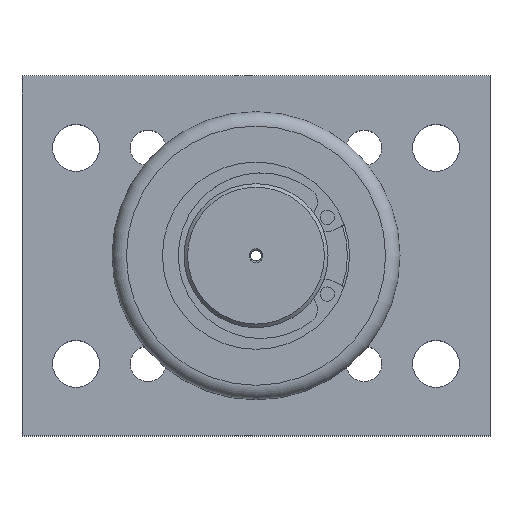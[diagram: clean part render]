
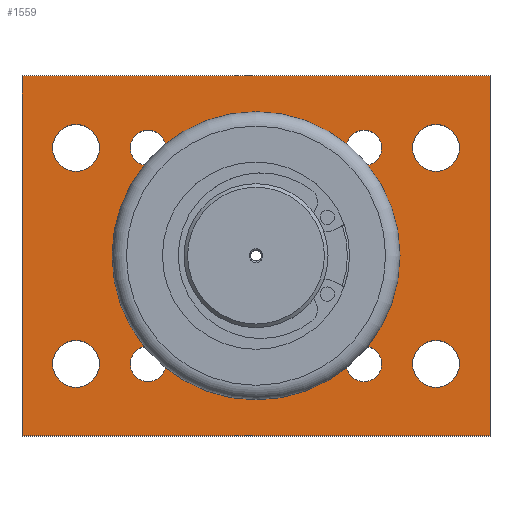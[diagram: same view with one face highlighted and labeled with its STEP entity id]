
A CAD part, top view. The second image highlights one B-rep face of the part: STEP entity #1559.
In plain terms, the highlighted planar face has unit normal (0, 0, 1).
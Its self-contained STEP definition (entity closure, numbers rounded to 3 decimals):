
#91=LINE('',#2622,#181);
#94=LINE('',#2628,#184);
#97=LINE('',#2634,#187);
#100=LINE('',#2638,#190);
#181=VECTOR('',#2094,10.);
#184=VECTOR('',#2099,10.);
#187=VECTOR('',#2104,10.);
#190=VECTOR('',#2109,10.);
#252=FACE_BOUND('',#404,.T.);
#253=FACE_BOUND('',#405,.T.);
#254=FACE_BOUND('',#406,.T.);
#255=FACE_BOUND('',#407,.T.);
#256=FACE_BOUND('',#408,.T.);
#257=FACE_BOUND('',#409,.T.);
#258=FACE_BOUND('',#410,.T.);
#259=FACE_BOUND('',#411,.T.);
#260=FACE_BOUND('',#412,.T.);
#313=FACE_OUTER_BOUND('',#403,.T.);
#403=EDGE_LOOP('',(#1191,#1192,#1193,#1194));
#404=EDGE_LOOP('',(#1195));
#405=EDGE_LOOP('',(#1196,#1197));
#406=EDGE_LOOP('',(#1198,#1199));
#407=EDGE_LOOP('',(#1200,#1201));
#408=EDGE_LOOP('',(#1202,#1203));
#409=EDGE_LOOP('',(#1204,#1205));
#410=EDGE_LOOP('',(#1206,#1207));
#411=EDGE_LOOP('',(#1208,#1209));
#412=EDGE_LOOP('',(#1210,#1211));
#514=CIRCLE('',#1670,12.3);
#536=CIRCLE('',#1702,3.25);
#537=CIRCLE('',#1703,3.25);
#539=CIRCLE('',#1706,3.25);
#540=CIRCLE('',#1707,3.25);
#542=CIRCLE('',#1710,3.25);
#543=CIRCLE('',#1711,3.25);
#545=CIRCLE('',#1714,3.25);
#546=CIRCLE('',#1715,3.25);
#548=CIRCLE('',#1718,2.459);
#549=CIRCLE('',#1719,2.459);
#551=CIRCLE('',#1722,2.459);
#552=CIRCLE('',#1723,2.459);
#554=CIRCLE('',#1726,2.459);
#555=CIRCLE('',#1727,2.459);
#557=CIRCLE('',#1730,2.459);
#558=CIRCLE('',#1731,2.459);
#661=VERTEX_POINT('',#2490);
#683=VERTEX_POINT('',#2552);
#684=VERTEX_POINT('',#2553);
#686=VERTEX_POINT('',#2560);
#687=VERTEX_POINT('',#2561);
#689=VERTEX_POINT('',#2568);
#690=VERTEX_POINT('',#2569);
#692=VERTEX_POINT('',#2576);
#693=VERTEX_POINT('',#2577);
#695=VERTEX_POINT('',#2584);
#696=VERTEX_POINT('',#2585);
#698=VERTEX_POINT('',#2592);
#699=VERTEX_POINT('',#2593);
#701=VERTEX_POINT('',#2600);
#702=VERTEX_POINT('',#2601);
#704=VERTEX_POINT('',#2608);
#705=VERTEX_POINT('',#2609);
#709=VERTEX_POINT('',#2619);
#710=VERTEX_POINT('',#2621);
#712=VERTEX_POINT('',#2627);
#714=VERTEX_POINT('',#2633);
#831=EDGE_CURVE('',#661,#661,#514,.T.);
#860=EDGE_CURVE('',#683,#684,#536,.T.);
#861=EDGE_CURVE('',#684,#683,#537,.T.);
#864=EDGE_CURVE('',#686,#687,#539,.T.);
#865=EDGE_CURVE('',#687,#686,#540,.T.);
#868=EDGE_CURVE('',#689,#690,#542,.T.);
#869=EDGE_CURVE('',#690,#689,#543,.T.);
#872=EDGE_CURVE('',#692,#693,#545,.T.);
#873=EDGE_CURVE('',#693,#692,#546,.T.);
#876=EDGE_CURVE('',#695,#696,#548,.T.);
#877=EDGE_CURVE('',#696,#695,#549,.T.);
#880=EDGE_CURVE('',#698,#699,#551,.T.);
#881=EDGE_CURVE('',#699,#698,#552,.T.);
#884=EDGE_CURVE('',#701,#702,#554,.T.);
#885=EDGE_CURVE('',#702,#701,#555,.T.);
#888=EDGE_CURVE('',#704,#705,#557,.T.);
#889=EDGE_CURVE('',#705,#704,#558,.T.);
#894=EDGE_CURVE('',#710,#709,#91,.T.);
#897=EDGE_CURVE('',#712,#710,#94,.T.);
#900=EDGE_CURVE('',#714,#712,#97,.T.);
#903=EDGE_CURVE('',#709,#714,#100,.T.);
#1191=ORIENTED_EDGE('',*,*,#903,.T.);
#1192=ORIENTED_EDGE('',*,*,#900,.T.);
#1193=ORIENTED_EDGE('',*,*,#897,.T.);
#1194=ORIENTED_EDGE('',*,*,#894,.T.);
#1195=ORIENTED_EDGE('',*,*,#831,.T.);
#1196=ORIENTED_EDGE('',*,*,#860,.T.);
#1197=ORIENTED_EDGE('',*,*,#861,.T.);
#1198=ORIENTED_EDGE('',*,*,#864,.T.);
#1199=ORIENTED_EDGE('',*,*,#865,.T.);
#1200=ORIENTED_EDGE('',*,*,#868,.T.);
#1201=ORIENTED_EDGE('',*,*,#869,.T.);
#1202=ORIENTED_EDGE('',*,*,#872,.T.);
#1203=ORIENTED_EDGE('',*,*,#873,.T.);
#1204=ORIENTED_EDGE('',*,*,#876,.T.);
#1205=ORIENTED_EDGE('',*,*,#877,.T.);
#1206=ORIENTED_EDGE('',*,*,#880,.T.);
#1207=ORIENTED_EDGE('',*,*,#881,.T.);
#1208=ORIENTED_EDGE('',*,*,#884,.T.);
#1209=ORIENTED_EDGE('',*,*,#885,.T.);
#1210=ORIENTED_EDGE('',*,*,#888,.T.);
#1211=ORIENTED_EDGE('',*,*,#889,.T.);
#1504=PLANE('',#1737);
#1559=ADVANCED_FACE('',(#313,#252,#253,#254,#255,#256,#257,#258,#259,#260),
#1504,.T.);
#1670=AXIS2_PLACEMENT_3D('',#2492,#1949,#1950);
#1702=AXIS2_PLACEMENT_3D('',#2554,#2020,#2021);
#1703=AXIS2_PLACEMENT_3D('',#2555,#2022,#2023);
#1706=AXIS2_PLACEMENT_3D('',#2562,#2029,#2030);
#1707=AXIS2_PLACEMENT_3D('',#2563,#2031,#2032);
#1710=AXIS2_PLACEMENT_3D('',#2570,#2038,#2039);
#1711=AXIS2_PLACEMENT_3D('',#2571,#2040,#2041);
#1714=AXIS2_PLACEMENT_3D('',#2578,#2047,#2048);
#1715=AXIS2_PLACEMENT_3D('',#2579,#2049,#2050);
#1718=AXIS2_PLACEMENT_3D('',#2586,#2056,#2057);
#1719=AXIS2_PLACEMENT_3D('',#2587,#2058,#2059);
#1722=AXIS2_PLACEMENT_3D('',#2594,#2065,#2066);
#1723=AXIS2_PLACEMENT_3D('',#2595,#2067,#2068);
#1726=AXIS2_PLACEMENT_3D('',#2602,#2074,#2075);
#1727=AXIS2_PLACEMENT_3D('',#2603,#2076,#2077);
#1730=AXIS2_PLACEMENT_3D('',#2610,#2083,#2084);
#1731=AXIS2_PLACEMENT_3D('',#2611,#2085,#2086);
#1737=AXIS2_PLACEMENT_3D('',#2639,#2110,#2111);
#1949=DIRECTION('center_axis',(0.,0.,-1.));
#1950=DIRECTION('ref_axis',(0.,-1.,0.));
#2020=DIRECTION('center_axis',(0.,0.,-1.));
#2021=DIRECTION('ref_axis',(1.,0.,0.));
#2022=DIRECTION('center_axis',(0.,0.,-1.));
#2023=DIRECTION('ref_axis',(1.,0.,0.));
#2029=DIRECTION('center_axis',(0.,0.,-1.));
#2030=DIRECTION('ref_axis',(1.,0.,0.));
#2031=DIRECTION('center_axis',(0.,0.,-1.));
#2032=DIRECTION('ref_axis',(1.,0.,0.));
#2038=DIRECTION('center_axis',(0.,0.,-1.));
#2039=DIRECTION('ref_axis',(1.,0.,0.));
#2040=DIRECTION('center_axis',(0.,0.,-1.));
#2041=DIRECTION('ref_axis',(1.,0.,0.));
#2047=DIRECTION('center_axis',(0.,0.,-1.));
#2048=DIRECTION('ref_axis',(1.,0.,0.));
#2049=DIRECTION('center_axis',(0.,0.,-1.));
#2050=DIRECTION('ref_axis',(1.,0.,0.));
#2056=DIRECTION('center_axis',(0.,0.,-1.));
#2057=DIRECTION('ref_axis',(1.,0.,0.));
#2058=DIRECTION('center_axis',(0.,0.,-1.));
#2059=DIRECTION('ref_axis',(1.,0.,0.));
#2065=DIRECTION('center_axis',(0.,0.,-1.));
#2066=DIRECTION('ref_axis',(1.,0.,0.));
#2067=DIRECTION('center_axis',(0.,0.,-1.));
#2068=DIRECTION('ref_axis',(1.,0.,0.));
#2074=DIRECTION('center_axis',(0.,0.,-1.));
#2075=DIRECTION('ref_axis',(1.,0.,0.));
#2076=DIRECTION('center_axis',(0.,0.,-1.));
#2077=DIRECTION('ref_axis',(1.,0.,0.));
#2083=DIRECTION('center_axis',(0.,0.,-1.));
#2084=DIRECTION('ref_axis',(1.,0.,0.));
#2085=DIRECTION('center_axis',(0.,0.,-1.));
#2086=DIRECTION('ref_axis',(1.,0.,0.));
#2094=DIRECTION('',(0.,-1.,0.));
#2099=DIRECTION('',(-1.,0.,0.));
#2104=DIRECTION('',(0.,1.,0.));
#2109=DIRECTION('',(1.,0.,0.));
#2110=DIRECTION('center_axis',(0.,0.,1.));
#2111=DIRECTION('ref_axis',(1.,0.,0.));
#2490=CARTESIAN_POINT('',(0.,12.3,8.));
#2492=CARTESIAN_POINT('Origin',(0.,0.,8.));
#2552=CARTESIAN_POINT('',(28.25,-15.,8.));
#2553=CARTESIAN_POINT('',(21.75,-15.,8.));
#2554=CARTESIAN_POINT('Origin',(25.,-15.,8.));
#2555=CARTESIAN_POINT('Origin',(25.,-15.,8.));
#2560=CARTESIAN_POINT('',(-21.75,15.,8.));
#2561=CARTESIAN_POINT('',(-28.25,15.,8.));
#2562=CARTESIAN_POINT('Origin',(-25.,15.,8.));
#2563=CARTESIAN_POINT('Origin',(-25.,15.,8.));
#2568=CARTESIAN_POINT('',(28.25,15.,8.));
#2569=CARTESIAN_POINT('',(21.75,15.,8.));
#2570=CARTESIAN_POINT('Origin',(25.,15.,8.));
#2571=CARTESIAN_POINT('Origin',(25.,15.,8.));
#2576=CARTESIAN_POINT('',(-21.75,-15.,8.));
#2577=CARTESIAN_POINT('',(-28.25,-15.,8.));
#2578=CARTESIAN_POINT('Origin',(-25.,-15.,8.));
#2579=CARTESIAN_POINT('Origin',(-25.,-15.,8.));
#2584=CARTESIAN_POINT('',(17.459,-15.,8.));
#2585=CARTESIAN_POINT('',(12.542,-15.,8.));
#2586=CARTESIAN_POINT('Origin',(15.,-15.,8.));
#2587=CARTESIAN_POINT('Origin',(15.,-15.,8.));
#2592=CARTESIAN_POINT('',(-12.542,15.,8.));
#2593=CARTESIAN_POINT('',(-17.459,15.,8.));
#2594=CARTESIAN_POINT('Origin',(-15.,15.,8.));
#2595=CARTESIAN_POINT('Origin',(-15.,15.,8.));
#2600=CARTESIAN_POINT('',(17.459,15.,8.));
#2601=CARTESIAN_POINT('',(12.542,15.,8.));
#2602=CARTESIAN_POINT('Origin',(15.,15.,8.));
#2603=CARTESIAN_POINT('Origin',(15.,15.,8.));
#2608=CARTESIAN_POINT('',(-12.542,-15.,8.));
#2609=CARTESIAN_POINT('',(-17.459,-15.,8.));
#2610=CARTESIAN_POINT('Origin',(-15.,-15.,8.));
#2611=CARTESIAN_POINT('Origin',(-15.,-15.,8.));
#2619=CARTESIAN_POINT('',(-32.5,-25.,8.));
#2621=CARTESIAN_POINT('',(-32.5,25.,8.));
#2622=CARTESIAN_POINT('',(-32.5,25.,8.));
#2627=CARTESIAN_POINT('',(32.5,25.,8.));
#2628=CARTESIAN_POINT('',(32.5,25.,8.));
#2633=CARTESIAN_POINT('',(32.5,-25.,8.));
#2634=CARTESIAN_POINT('',(32.5,-25.,8.));
#2638=CARTESIAN_POINT('',(-32.5,-25.,8.));
#2639=CARTESIAN_POINT('Origin',(0.,0.,
8.));
